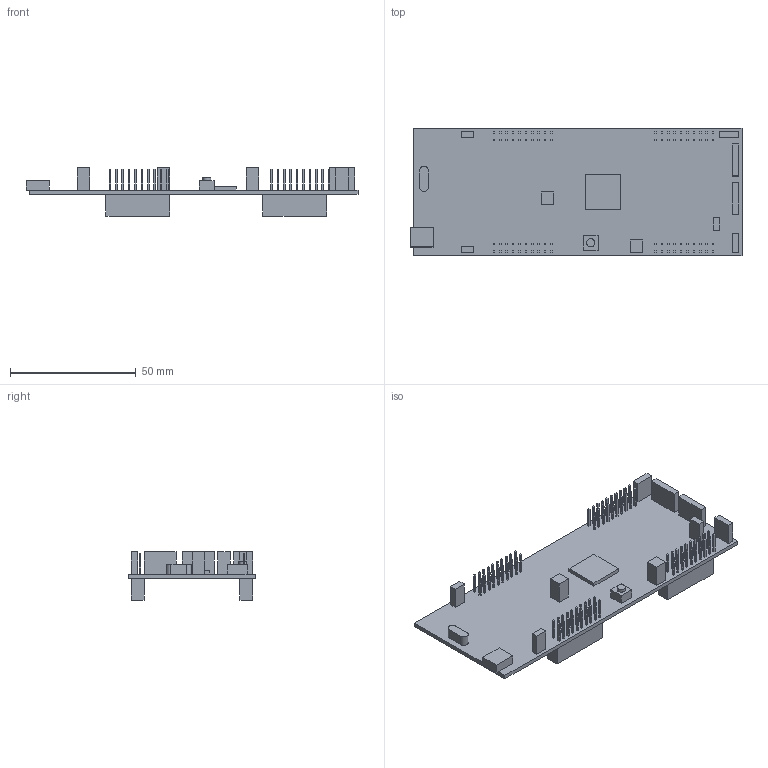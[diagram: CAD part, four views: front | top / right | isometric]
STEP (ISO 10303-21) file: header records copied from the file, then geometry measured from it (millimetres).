
FILE_DESCRIPTION(/* description */ (''),/* implementation_level */ '2;1');
FILE_NAME(/* name */ '405-02-.01.stp',/* time_stamp */ '2018-12-26T21:26:52-06:00',/* author */ (''),/* organization */ (''),/* preprocessor_version */ 'ST-DEVELOPER v16.7',/* originating_system */ 'SIEMENS PLM Software NX 12.0',/* authorisation */ '');
FILE_SCHEMA (('AUTOMOTIVE_DESIGN { 1 0 10303 214 3 1 1 1 }'));
Length unit declared in the file: inch
Products named in the file (1): 405-02-.01
Bounding box: 131.83 x 50.8 x 19.18 mm (x, y, z)
Volume: 18230 mm3; surface area: 19749 mm2
Topology: 1 solids, 1 shells, 494 faces, 1183 edges, 788 vertices
Faces by surface type: plane 491, cylinder 3
Full cylindrical faces by diameter (mm): 3.302 x1
Entity records: 17500 total; most frequent: CARTESIAN_POINT 2465, ORIENTED_EDGE 2364, DIRECTION 2178, EDGE_CURVE 1182, LINE 1176, VECTOR 1176, VERTEX_POINT 788, EDGE_LOOP 592
